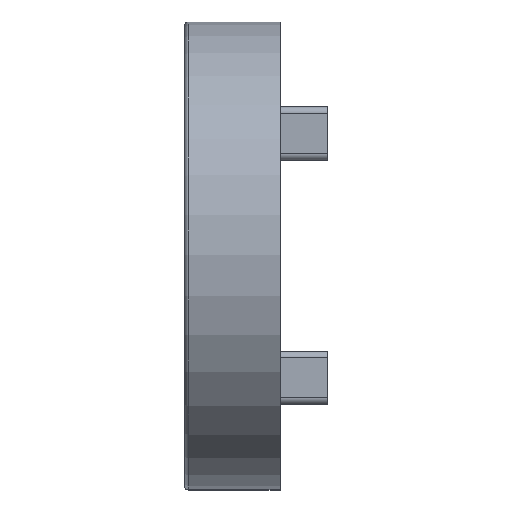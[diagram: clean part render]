
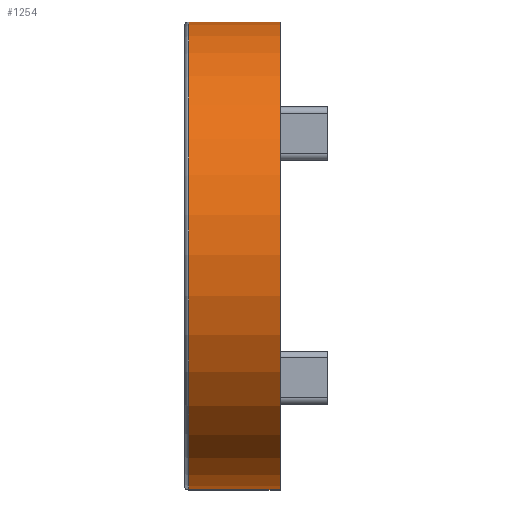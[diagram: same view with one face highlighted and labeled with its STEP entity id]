
A CAD part, top view. The second image highlights one B-rep face of the part: STEP entity #1254.
In plain terms, the highlighted cylindrical face has radius 17.25 mm (diameter 34.5 mm), a partial arc.
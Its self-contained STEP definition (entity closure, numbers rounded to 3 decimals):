
#569 = EDGE_LOOP ( 'NONE', ( #10586, #13168, #6248, #8123 ) ) ;
#1254 = ADVANCED_FACE ( 'NONE', ( #9056 ), #20428, .T. ) ;
#1618 = DIRECTION ( 'NONE',  ( 0., 0., 1. ) ) ;
#1668 = VERTEX_POINT ( 'NONE', #13329 ) ;
#1678 = LINE ( 'NONE', #7969, #18829 ) ;
#1902 = EDGE_CURVE ( 'NONE', #17708, #6604, #4971, .T. ) ;
#2846 = CARTESIAN_POINT ( 'NONE',  ( 3.525, 0., 20.25 ) ) ;
#4971 = CIRCLE ( 'NONE', #10309, 17.25 ) ;
#5540 = EDGE_CURVE ( 'NONE', #6604, #15760, #8820, .T. ) ;
#6248 = ORIENTED_EDGE ( 'NONE', *, *, #5540, .F. ) ;
#6465 = CARTESIAN_POINT ( 'NONE',  ( 3.525, -17.25, 20.25 ) ) ;
#6604 = VERTEX_POINT ( 'NONE', #14769 ) ;
#6837 = DIRECTION ( 'NONE',  ( 0., 0., -1. ) ) ;
#7794 = CARTESIAN_POINT ( 'NONE',  ( -3.225, -17.25, 20.25 ) ) ;
#7969 = CARTESIAN_POINT ( 'NONE',  ( 3.525, 17.25, 20.25 ) ) ;
#8018 = DIRECTION ( 'NONE',  ( 0., 0., 1. ) ) ;
#8123 = ORIENTED_EDGE ( 'NONE', *, *, #1902, .F. ) ;
#8820 = LINE ( 'NONE', #6465, #12466 ) ;
#9056 = FACE_OUTER_BOUND ( 'NONE', #569, .T. ) ;
#10309 = AXIS2_PLACEMENT_3D ( 'NONE', #11776, #13498, #1618 ) ;
#10586 = ORIENTED_EDGE ( 'NONE', *, *, #20750, .T. ) ;
#11776 = CARTESIAN_POINT ( 'NONE',  ( 3.525, 0., 20.25 ) ) ;
#12466 = VECTOR ( 'NONE', #14755, 1000. ) ;
#13168 = ORIENTED_EDGE ( 'NONE', *, *, #21208, .T. ) ;
#13329 = CARTESIAN_POINT ( 'NONE',  ( -3.225, 17.25, 20.25 ) ) ;
#13498 = DIRECTION ( 'NONE',  ( 1., 0., 0. ) ) ;
#14721 = AXIS2_PLACEMENT_3D ( 'NONE', #15050, #16697, #6837 ) ;
#14755 = DIRECTION ( 'NONE',  ( -1., 0., 0. ) ) ;
#14769 = CARTESIAN_POINT ( 'NONE',  ( 3.525, -17.25, 20.25 ) ) ;
#15050 = CARTESIAN_POINT ( 'NONE',  ( -3.225, 0., 20.25 ) ) ;
#15760 = VERTEX_POINT ( 'NONE', #7794 ) ;
#16697 = DIRECTION ( 'NONE',  ( 1., 0., 0. ) ) ;
#17708 = VERTEX_POINT ( 'NONE', #18391 ) ;
#17764 = AXIS2_PLACEMENT_3D ( 'NONE', #2846, #19454, #8018 ) ;
#18332 = CIRCLE ( 'NONE', #14721, 17.25 ) ;
#18391 = CARTESIAN_POINT ( 'NONE',  ( 3.525, 17.25, 20.25 ) ) ;
#18829 = VECTOR ( 'NONE', #19693, 1000. ) ;
#19454 = DIRECTION ( 'NONE',  ( -1., 0., 0. ) ) ;
#19693 = DIRECTION ( 'NONE',  ( -1., 0., 0. ) ) ;
#20428 = CYLINDRICAL_SURFACE ( 'NONE', #17764, 17.25 ) ;
#20750 = EDGE_CURVE ( 'NONE', #17708, #1668, #1678, .T. ) ;
#21208 = EDGE_CURVE ( 'NONE', #1668, #15760, #18332, .T. ) ;
